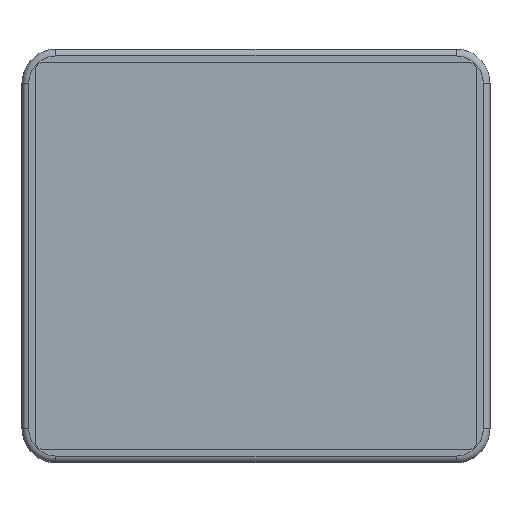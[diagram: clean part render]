
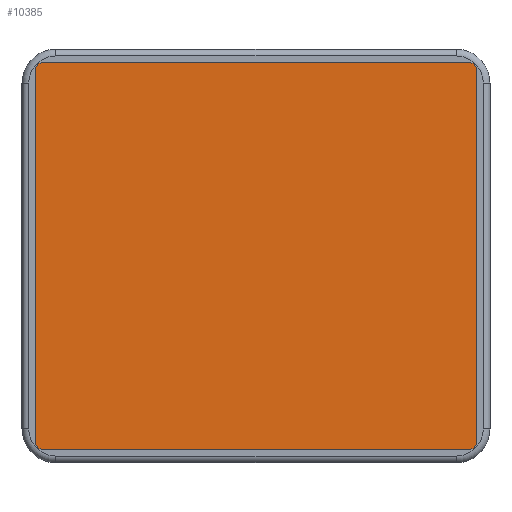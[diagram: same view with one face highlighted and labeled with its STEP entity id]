
A CAD part, front view. The second image highlights one B-rep face of the part: STEP entity #10385.
In plain terms, the highlighted planar face has unit normal (0, -1, 0).
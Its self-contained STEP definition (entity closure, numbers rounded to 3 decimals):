
#1118=LINE('',#16078,#1967);
#1122=LINE('',#16090,#1971);
#1126=LINE('',#16102,#1975);
#1130=LINE('',#16114,#1979);
#1967=VECTOR('',#12643,10.);
#1971=VECTOR('',#12655,10.);
#1975=VECTOR('',#12667,10.);
#1979=VECTOR('',#12679,10.);
#2867=FACE_OUTER_BOUND('',#3486,.T.);
#3486=EDGE_LOOP('',(#7933,#7934,#7935,#7936,#7937,#7938,#7939,#7940));
#4090=CIRCLE('',#11239,1.);
#4092=CIRCLE('',#11243,1.);
#4094=CIRCLE('',#11247,1.);
#4096=CIRCLE('',#11251,1.);
#4503=VERTEX_POINT('',#16075);
#4504=VERTEX_POINT('',#16077);
#4506=VERTEX_POINT('',#16083);
#4508=VERTEX_POINT('',#16089);
#4510=VERTEX_POINT('',#16095);
#4512=VERTEX_POINT('',#16101);
#4514=VERTEX_POINT('',#16107);
#4516=VERTEX_POINT('',#16113);
#5747=EDGE_CURVE('',#4504,#4503,#1118,.T.);
#5750=EDGE_CURVE('',#4506,#4504,#4090,.T.);
#5753=EDGE_CURVE('',#4508,#4506,#1122,.T.);
#5756=EDGE_CURVE('',#4510,#4508,#4092,.T.);
#5759=EDGE_CURVE('',#4512,#4510,#1126,.T.);
#5762=EDGE_CURVE('',#4514,#4512,#4094,.T.);
#5765=EDGE_CURVE('',#4516,#4514,#1130,.T.);
#5768=EDGE_CURVE('',#4503,#4516,#4096,.T.);
#7933=ORIENTED_EDGE('',*,*,#5768,.T.);
#7934=ORIENTED_EDGE('',*,*,#5765,.T.);
#7935=ORIENTED_EDGE('',*,*,#5762,.T.);
#7936=ORIENTED_EDGE('',*,*,#5759,.T.);
#7937=ORIENTED_EDGE('',*,*,#5756,.T.);
#7938=ORIENTED_EDGE('',*,*,#5753,.T.);
#7939=ORIENTED_EDGE('',*,*,#5750,.T.);
#7940=ORIENTED_EDGE('',*,*,#5747,.T.);
#9993=PLANE('',#11252);
#10385=ADVANCED_FACE('',(#2867),#9993,.T.);
#11239=AXIS2_PLACEMENT_3D('',#16084,#12649,#12650);
#11243=AXIS2_PLACEMENT_3D('',#16096,#12661,#12662);
#11247=AXIS2_PLACEMENT_3D('',#16108,#12673,#12674);
#11251=AXIS2_PLACEMENT_3D('',#16118,#12685,#12686);
#11252=AXIS2_PLACEMENT_3D('',#16119,#12687,#12688);
#12643=DIRECTION('',(1.,0.,0.));
#12649=DIRECTION('center_axis',(0.,-1.,0.));
#12650=DIRECTION('ref_axis',(-0.707,0.,-0.707));
#12655=DIRECTION('',(0.,0.,-1.));
#12661=DIRECTION('center_axis',(0.,-1.,0.));
#12662=DIRECTION('ref_axis',(-0.707,0.,0.707));
#12667=DIRECTION('',(-1.,0.,0.));
#12673=DIRECTION('center_axis',(0.,-1.,0.));
#12674=DIRECTION('ref_axis',(0.707,0.,0.707));
#12679=DIRECTION('',(0.,0.,1.));
#12685=DIRECTION('center_axis',(0.,-1.,0.));
#12686=DIRECTION('ref_axis',(0.707,0.,-0.707));
#12687=DIRECTION('center_axis',(0.,-1.,0.));
#12688=DIRECTION('ref_axis',(0.,0.,-1.));
#16075=CARTESIAN_POINT('',(62.,-3.,-2.));
#16077=CARTESIAN_POINT('',(-1.,-3.,-2.));
#16078=CARTESIAN_POINT('',(14.25,-3.,-2.));
#16083=CARTESIAN_POINT('',(-2.,-3.,-1.));
#16084=CARTESIAN_POINT('Origin',(-1.,-3.,-1.));
#16089=CARTESIAN_POINT('',(-2.,-3.,54.));
#16090=CARTESIAN_POINT('',(-2.,-3.,40.75));
#16095=CARTESIAN_POINT('',(-1.,-3.,55.));
#16096=CARTESIAN_POINT('Origin',(-1.,-3.,54.));
#16101=CARTESIAN_POINT('',(62.,-3.,55.));
#16102=CARTESIAN_POINT('',(46.75,-3.,55.));
#16107=CARTESIAN_POINT('',(63.,-3.,54.));
#16108=CARTESIAN_POINT('Origin',(62.,-3.,54.));
#16113=CARTESIAN_POINT('',(63.,-3.,-1.));
#16114=CARTESIAN_POINT('',(63.,-3.,12.25));
#16118=CARTESIAN_POINT('Origin',(62.,-3.,-1.));
#16119=CARTESIAN_POINT('Origin',(30.5,-3.,26.5));
